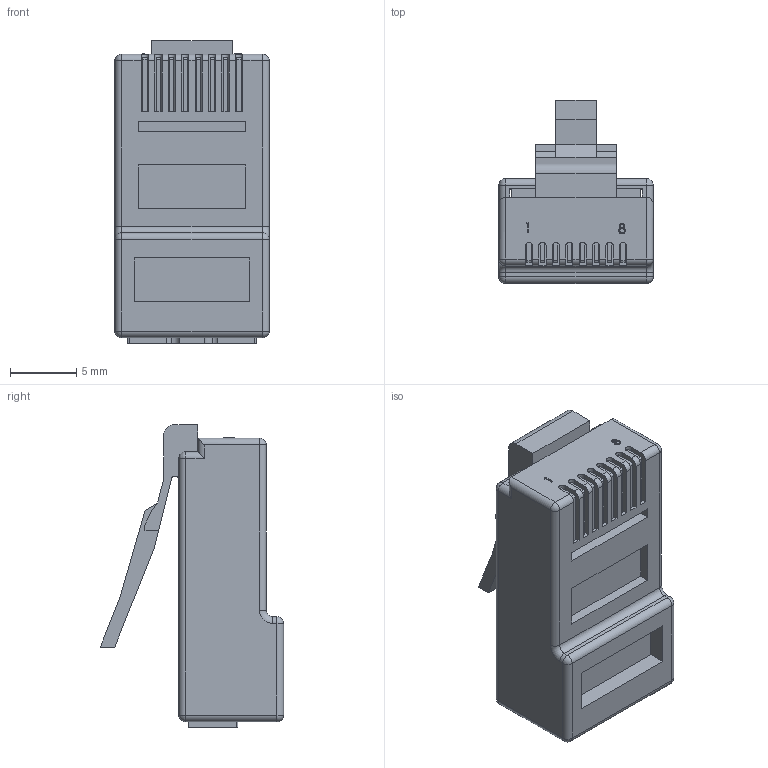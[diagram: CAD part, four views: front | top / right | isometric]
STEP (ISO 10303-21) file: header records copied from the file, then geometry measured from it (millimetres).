
FILE_DESCRIPTION (( 'STEP AP203' ), '1' );
FILE_NAME ('TSP3988C6.STEP', '2015-05-07T14:47:23', ( 'x' ), ( '' ), 'SwSTEP 2.0', 'SolidWorks 2014', '' );
FILE_SCHEMA (( 'CONFIG_CONTROL_DESIGN' ));
Length unit declared in the file: inch
Products named in the file (3): TSP3988C6; 1AD01-002-MA1; 1AD01-002-MA4_Defalut
Assembly tree (2 placements, depth 2):
  TSP3988C6
    1AD01-002-MA4_Defalut
    1AD01-002-MA1
Bounding box: 11.68 x 13.86 x 22.89 mm (x, y, z)
Volume: 1363.1 mm3; surface area: 3089 mm2
Topology: 2 solids, 2 shells, 263 faces, 750 edges, 478 vertices
Faces by surface type: plane 160, cylinder 74, bspline 17, sphere 10, torus 2
Entity records: 9687 total; most frequent: CARTESIAN_POINT 2547, ORIENTED_EDGE 1480, DIRECTION 1376, EDGE_CURVE 740, LINE 530, VECTOR 530, VERTEX_POINT 478, AXIS2_PLACEMENT_3D 423
